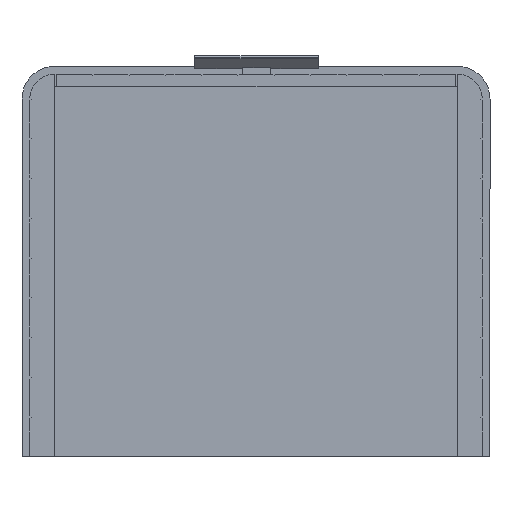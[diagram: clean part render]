
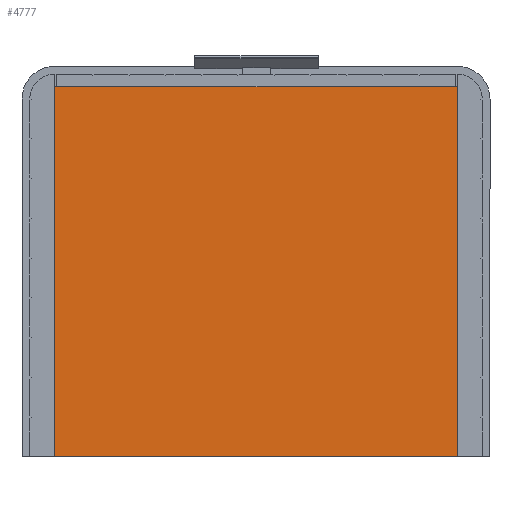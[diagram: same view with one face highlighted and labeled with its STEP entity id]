
A CAD part, front view. The second image highlights one B-rep face of the part: STEP entity #4777.
In plain terms, the highlighted planar face has unit normal (0, -1, 0).
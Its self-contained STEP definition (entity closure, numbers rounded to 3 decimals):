
#56 = CARTESIAN_POINT ( 'NONE',  ( -258., 0., 0. ) ) ;
#59 = EDGE_LOOP ( 'NONE', ( #4335, #4881, #5055, #198 ) ) ;
#198 = ORIENTED_EDGE ( 'NONE', *, *, #1005, .F. ) ;
#305 = CARTESIAN_POINT ( 'NONE',  ( 258., 0., 474. ) ) ;
#447 = AXIS2_PLACEMENT_3D ( 'NONE', #3992, #3144, #4011 ) ;
#753 = CARTESIAN_POINT ( 'NONE',  ( 258., 0., 1114.824 ) ) ;
#758 = VECTOR ( 'NONE', #1855, 1000. ) ;
#1005 = EDGE_CURVE ( 'NONE', #3416, #1269, #2076, .T. ) ;
#1076 = LINE ( 'NONE', #3795, #1629 ) ;
#1170 = CARTESIAN_POINT ( 'NONE',  ( 258., 0., 0. ) ) ;
#1214 = PLANE ( 'NONE',  #447 ) ;
#1269 = VERTEX_POINT ( 'NONE', #56 ) ;
#1369 = LINE ( 'NONE', #753, #1941 ) ;
#1432 = DIRECTION ( 'NONE',  ( 0., 0., -1. ) ) ;
#1629 = VECTOR ( 'NONE', #1432, 1000. ) ;
#1723 = VERTEX_POINT ( 'NONE', #4289 ) ;
#1855 = DIRECTION ( 'NONE',  ( -1., 0., 0. ) ) ;
#1874 = LINE ( 'NONE', #305, #758 ) ;
#1941 = VECTOR ( 'NONE', #2366, 1000. ) ;
#2076 = LINE ( 'NONE', #4235, #2198 ) ;
#2198 = VECTOR ( 'NONE', #3496, 1000. ) ;
#2366 = DIRECTION ( 'NONE',  ( 0., 0., -1. ) ) ;
#3144 = DIRECTION ( 'NONE',  ( 0., -1., 0. ) ) ;
#3416 = VERTEX_POINT ( 'NONE', #1170 ) ;
#3496 = DIRECTION ( 'NONE',  ( -1., 0., 0. ) ) ;
#3739 = CARTESIAN_POINT ( 'NONE',  ( 258., 0., 474. ) ) ;
#3795 = CARTESIAN_POINT ( 'NONE',  ( -258., 0., 1114.824 ) ) ;
#3992 = CARTESIAN_POINT ( 'NONE',  ( 258., 0., 1114.824 ) ) ;
#4011 = DIRECTION ( 'NONE',  ( 1., 0., 0. ) ) ;
#4216 = EDGE_CURVE ( 'NONE', #1723, #1269, #1076, .T. ) ;
#4235 = CARTESIAN_POINT ( 'NONE',  ( 258., 0., 0. ) ) ;
#4249 = VERTEX_POINT ( 'NONE', #3739 ) ;
#4289 = CARTESIAN_POINT ( 'NONE',  ( -258., 0., 474. ) ) ;
#4335 = ORIENTED_EDGE ( 'NONE', *, *, #4610, .F. ) ;
#4610 = EDGE_CURVE ( 'NONE', #4249, #3416, #1369, .T. ) ;
#4777 = ADVANCED_FACE ( 'NONE', ( #4964 ), #1214, .T. ) ;
#4881 = ORIENTED_EDGE ( 'NONE', *, *, #5082, .T. ) ;
#4964 = FACE_OUTER_BOUND ( 'NONE', #59, .T. ) ;
#5055 = ORIENTED_EDGE ( 'NONE', *, *, #4216, .T. ) ;
#5082 = EDGE_CURVE ( 'NONE', #4249, #1723, #1874, .T. ) ;
